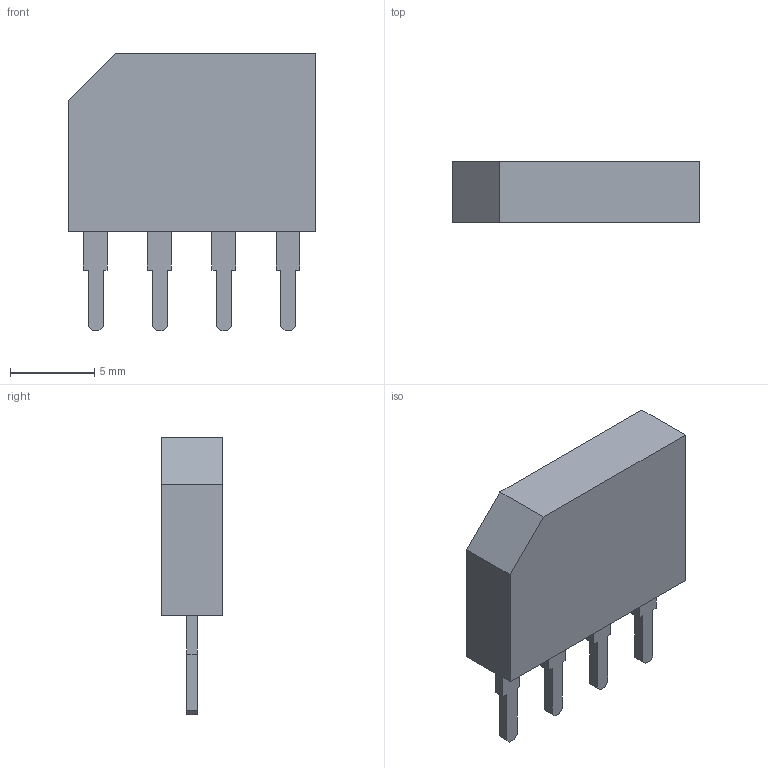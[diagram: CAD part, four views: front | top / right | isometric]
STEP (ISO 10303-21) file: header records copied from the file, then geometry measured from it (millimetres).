
FILE_DESCRIPTION(('FreeCAD Model'),'2;1');
FILE_NAME('Open CASCADE Shape Model','2021-12-12T20:20:43',( 'kicad StepUp'),('ksu MCAD'),'Open CASCADE STEP processor 7.5', 'FreeCAD','Unknown');
FILE_SCHEMA(('AUTOMOTIVE_DESIGN { 1 0 10303 214 1 1 1 1 }'));
Length unit declared in the file: millimetre
Products named in the file (1): KBP10G
Bounding box: 14.75 x 3.65 x 16.49 mm (x, y, z)
Volume: 572.5 mm3; surface area: 563.6 mm2
Topology: 1 solids, 1 shells, 51 faces, 135 edges, 90 vertices
Faces by surface type: plane 51
Entity records: 1930 total; most frequent: CARTESIAN_POINT 277, ORIENTED_EDGE 270, DIRECTION 239, EDGE_CURVE 135, LINE 135, VECTOR 135, VERTEX_POINT 90, FACE_BOUND 55
